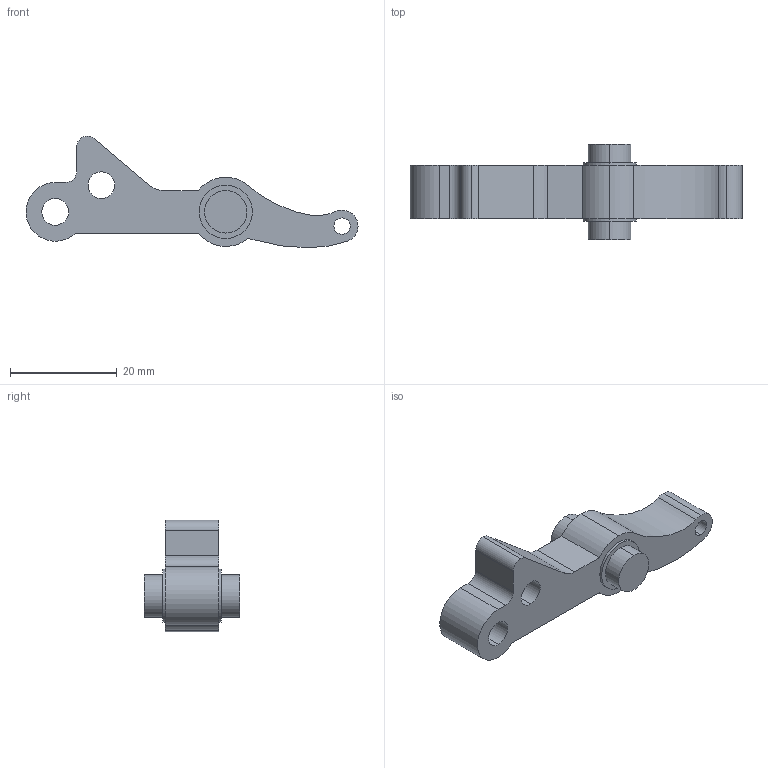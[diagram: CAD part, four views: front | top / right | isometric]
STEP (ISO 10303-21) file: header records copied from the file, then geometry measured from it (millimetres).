
FILE_DESCRIPTION (( 'STEP AP214' ), '1' );
FILE_NAME ('镜向主动杆.STEP', '2026-01-12T07:02:29', ( '' ), ( '' ), 'SwSTEP 2.0', 'SolidWorks 2025', '' );
FILE_SCHEMA (( 'AUTOMOTIVE_DESIGN' ));
Length unit declared in the file: millimetre
Products named in the file (1): 镜向主动杆
Bounding box: 62.33 x 18 x 20.94 mm (x, y, z)
Volume: 6073.9 mm3; surface area: 3242.1 mm2
Topology: 1 solids, 1 shells, 37 faces, 93 edges, 62 vertices
Faces by surface type: cylinder 24, plane 11, bspline 2
Entity records: 1178 total; most frequent: CARTESIAN_POINT 215, DIRECTION 209, ORIENTED_EDGE 186, EDGE_CURVE 93, AXIS2_PLACEMENT_3D 84, VERTEX_POINT 62, CIRCLE 48, EDGE_LOOP 47
